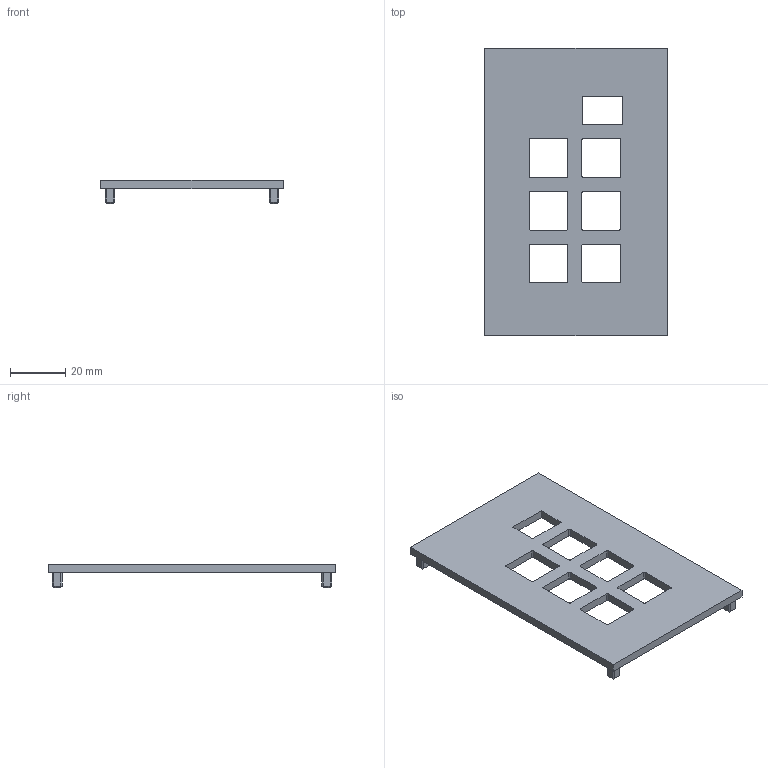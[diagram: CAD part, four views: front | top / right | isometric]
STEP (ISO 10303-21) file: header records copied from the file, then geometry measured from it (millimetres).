
FILE_DESCRIPTION(/* description */ ('STEP AP242 Edition 2','CAx-IF Rec.Pracs.---Representation and Presentation of Product Manufacturing Information (PMI)---4.0---2014-10-13','CAx-IF Rec.Pracs.---3D Tessellated Geometry---0.4---2014-09-14','2;1','CAx-IF Rec.Pracs.---User Defined Attributes---1.5---2016-08-15'),/* implementation_level */ '2;1');
FILE_NAME(/* name */ '699673052abaeb7a0178ee0e',/* time_stamp */ '2026-02-19T02:18:45Z',/* author */ (''),/* organization */ (''),/* preprocessor_version */ 'ST-DEVELOPER v20',/* originating_system */ 'ONSHAPE BY PTC INC, 1.210',/* authorisation */ ' ');
FILE_SCHEMA (('AP242_MANAGED_MODEL_BASED_3D_ENGINEERING_MIM_LF { 1 0 10303 442 3 1 4 }'));
Length unit declared in the file: metre
Products named in the file (6): spMacropad 1; Part 17; Part 14; Part 15; Part 16; Part 13
Assembly tree (5 placements, depth 2):
  spMacropad 1
    Part 17
    Part 14
    Part 15
    Part 16
    Part 13
Bounding box: 65.73 x 103.75 x 8.4 mm (x, y, z)
Volume: 16763.7 mm3; surface area: 13533.9 mm2
Topology: 5 solids, 5 shells, 115 faces, 312 edges, 207 vertices
Faces by surface type: plane 91, cylinder 24
Entity records: 4473 total; most frequent: CARTESIAN_POINT 640, ORIENTED_EDGE 624, DIRECTION 602, EDGE_CURVE 312, LINE 264, VECTOR 264, VERTEX_POINT 207, AXIS2_PLACEMENT_3D 169
